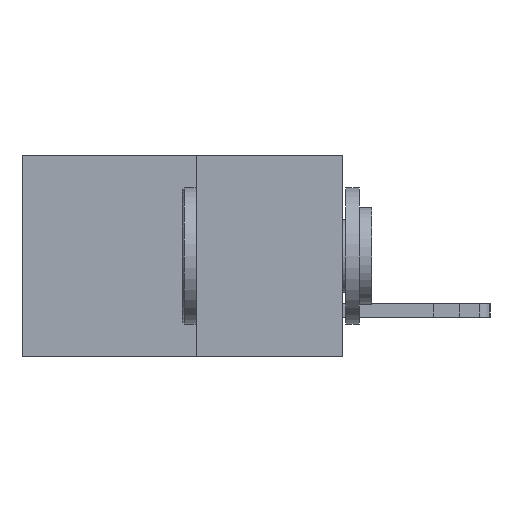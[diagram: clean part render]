
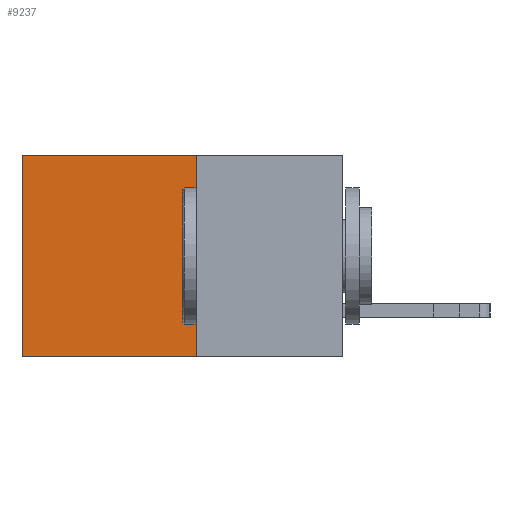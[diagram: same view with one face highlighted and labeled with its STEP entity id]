
A CAD part, left-side view. The second image highlights one B-rep face of the part: STEP entity #9237.
In plain terms, the highlighted planar face has unit normal (-1, 0, 0).
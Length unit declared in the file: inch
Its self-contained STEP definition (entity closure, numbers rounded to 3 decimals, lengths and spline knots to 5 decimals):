
#137 = CARTESIAN_POINT ( 'NONE',  ( 0.277, 0.27, -0.37 ) ) ;
#470 = DIRECTION ( 'NONE',  ( 0., 1., 0. ) ) ;
#1730 = EDGE_CURVE ( 'NONE', #17781, #21558, #9982, .T. ) ;
#2562 = EDGE_CURVE ( 'NONE', #15380, #21558, #21496, .T. ) ;
#3942 = CARTESIAN_POINT ( 'NONE',  ( 0.277, 0.59, -0.37 ) ) ;
#4406 = ORIENTED_EDGE ( 'NONE', *, *, #1730, .T. ) ;
#4471 = LINE ( 'NONE', #15314, #25701 ) ;
#5956 = DIRECTION ( 'NONE',  ( 0., 0., -1. ) ) ;
#6779 = LINE ( 'NONE', #7601, #17078 ) ;
#6953 = FACE_OUTER_BOUND ( 'NONE', #9033, .T. ) ;
#7117 = DIRECTION ( 'NONE',  ( 0., 0., -1. ) ) ;
#7252 = CARTESIAN_POINT ( 'NONE',  ( 0.277, 0.59, 0. ) ) ;
#7601 = CARTESIAN_POINT ( 'NONE',  ( 0.277, 0.27, 0. ) ) ;
#8048 = AXIS2_PLACEMENT_3D ( 'NONE', #26458, #22442, #10150 ) ;
#8057 = PLANE ( 'NONE',  #8048 ) ;
#8362 = ORIENTED_EDGE ( 'NONE', *, *, #24697, .F. ) ;
#9033 = EDGE_LOOP ( 'NONE', ( #4406, #13919, #8362, #25541 ) ) ;
#9237 = ADVANCED_FACE ( 'NONE', ( #6953 ), #8057, .F. ) ;
#9982 = LINE ( 'NONE', #3942, #26340 ) ;
#10150 = DIRECTION ( 'NONE',  ( 0., 0., -1. ) ) ;
#10588 = VECTOR ( 'NONE', #470, 39.37008 ) ;
#10661 = CARTESIAN_POINT ( 'NONE',  ( 0.277, 0.27, 0. ) ) ;
#13919 = ORIENTED_EDGE ( 'NONE', *, *, #2562, .F. ) ;
#14536 = EDGE_CURVE ( 'NONE', #14884, #17781, #6779, .T. ) ;
#14884 = VERTEX_POINT ( 'NONE', #10661 ) ;
#15314 = CARTESIAN_POINT ( 'NONE',  ( 0.277, 0.27, -0.37 ) ) ;
#15380 = VERTEX_POINT ( 'NONE', #16633 ) ;
#15862 = DIRECTION ( 'NONE',  ( 0., 1., 0. ) ) ;
#16633 = CARTESIAN_POINT ( 'NONE',  ( 0.277, 0.27, -0.37 ) ) ;
#17078 = VECTOR ( 'NONE', #15862, 39.37008 ) ;
#17781 = VERTEX_POINT ( 'NONE', #7252 ) ;
#18646 = CARTESIAN_POINT ( 'NONE',  ( 0.277, 0.59, -0.37 ) ) ;
#21496 = LINE ( 'NONE', #137, #10588 ) ;
#21558 = VERTEX_POINT ( 'NONE', #18646 ) ;
#22442 = DIRECTION ( 'NONE',  ( 1., 0., 0. ) ) ;
#24697 = EDGE_CURVE ( 'NONE', #14884, #15380, #4471, .T. ) ;
#25541 = ORIENTED_EDGE ( 'NONE', *, *, #14536, .T. ) ;
#25701 = VECTOR ( 'NONE', #7117, 39.37008 ) ;
#26340 = VECTOR ( 'NONE', #5956, 39.37008 ) ;
#26458 = CARTESIAN_POINT ( 'NONE',  ( 0.277, 0.27, -0.37 ) ) ;
